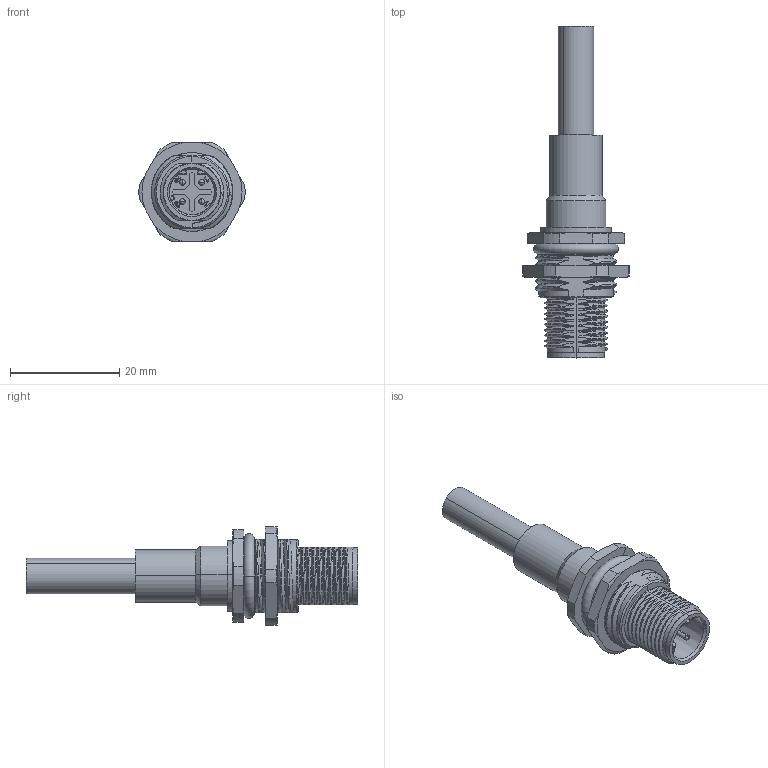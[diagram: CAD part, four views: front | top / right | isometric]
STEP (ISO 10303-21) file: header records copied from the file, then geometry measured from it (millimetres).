
FILE_DESCRIPTION((''),'2;1');
FILE_NAME('2','2017-07-27T',('ch.chen'),(''),'PRO/ENGINEER BY PARAMETRIC TECHNOLOGY CORPORATION, 2012480','PRO/ENGINEER BY PARAMETRIC TECHNOLOGY CORPORATION, 2012480','');
FILE_SCHEMA(('AUTOMOTIVE_DESIGN { 1 0 10303 214 1 1 1 1 }'));
Length unit declared in the file: millimetre
Products named in the file (1): 2
Bounding box: 19.48 x 60.9 x 18 mm (x, y, z)
Volume: 5026.6 mm3; surface area: 3484.4 mm2
Topology: 1 solids, 1 shells, 378 faces, 1054 edges, 680 vertices
Faces by surface type: bspline 109, cylinder 88, plane 87, extrusion 43, cone 25, torus 14, sphere 12
Entity records: 19890 total; most frequent: CARTESIAN_POINT 11244, ORIENTED_EDGE 2092, DIRECTION 1253, EDGE_CURVE 1046, VERTEX_POINT 680, B_SPLINE_CURVE_WITH_KNOTS 494, VECTOR 475, LINE 432
